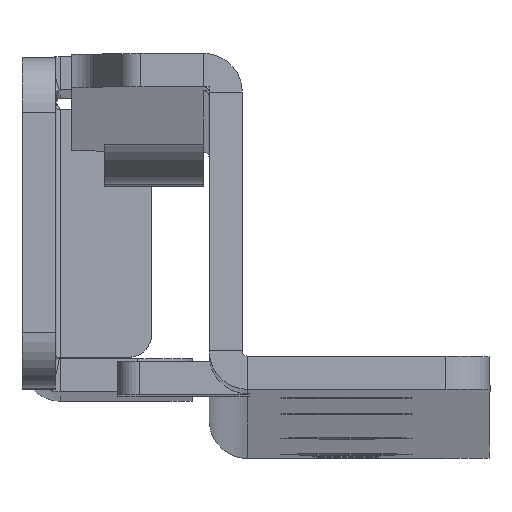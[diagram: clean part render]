
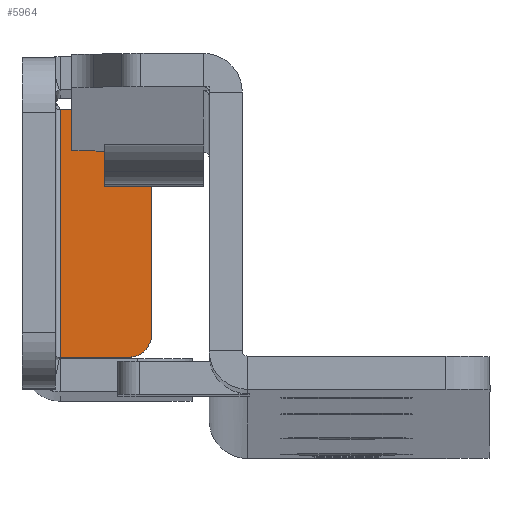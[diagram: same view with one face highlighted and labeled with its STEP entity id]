
A CAD part, top view. The second image highlights one B-rep face of the part: STEP entity #5964.
In plain terms, the highlighted planar face has unit normal (0, 0, 1).
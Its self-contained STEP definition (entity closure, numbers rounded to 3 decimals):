
#346 = CARTESIAN_POINT ( 'NONE',  ( 3.75, -11.25, -547. ) ) ;
#444 = CARTESIAN_POINT ( 'NONE',  ( 9.75, -9.25, -547. ) ) ;
#608 = ORIENTED_EDGE ( 'NONE', *, *, #6293, .F. ) ;
#642 = CARTESIAN_POINT ( 'NONE',  ( 11.75, -9.25, -547. ) ) ;
#735 = AXIS2_PLACEMENT_3D ( 'NONE', #3149, #2568, #5766 ) ;
#781 = CARTESIAN_POINT ( 'NONE',  ( 3.5, -11.266, -547. ) ) ;
#782 = CARTESIAN_POINT ( 'NONE',  ( -545.25, 26., -547. ) ) ;
#819 = FACE_OUTER_BOUND ( 'NONE', #4913, .T. ) ;
#928 = VERTEX_POINT ( 'NONE', #346 ) ;
#976 = VERTEX_POINT ( 'NONE', #4629 ) ;
#1017 = CIRCLE ( 'NONE', #6035, 2. ) ;
#1047 = LINE ( 'NONE', #4671, #2337 ) ;
#1180 = AXIS2_PLACEMENT_3D ( 'NONE', #782, #4446, #2393 ) ;
#1289 = EDGE_CURVE ( 'NONE', #5669, #2524, #3596, .T. ) ;
#1402 = VERTEX_POINT ( 'NONE', #642 ) ;
#1431 = VECTOR ( 'NONE', #3152, 1000. ) ;
#1494 = EDGE_CURVE ( 'NONE', #4877, #928, #1703, .T. ) ;
#1631 = CIRCLE ( 'NONE', #4256, 2. ) ;
#1703 = LINE ( 'NONE', #5868, #5796 ) ;
#2069 = DIRECTION ( 'NONE',  ( 0., 1., 0. ) ) ;
#2255 = EDGE_CURVE ( 'NONE', #4940, #976, #2918, .T. ) ;
#2334 = ORIENTED_EDGE ( 'NONE', *, *, #1289, .F. ) ;
#2337 = VECTOR ( 'NONE', #2069, 1000. ) ;
#2393 = DIRECTION ( 'NONE',  ( -1., 0., 0. ) ) ;
#2524 = VERTEX_POINT ( 'NONE', #3633 ) ;
#2568 = DIRECTION ( 'NONE',  ( 0., 0., 1. ) ) ;
#2696 = ORIENTED_EDGE ( 'NONE', *, *, #4637, .F. ) ;
#2765 = VECTOR ( 'NONE', #3839, 1000. ) ;
#2859 = EDGE_CURVE ( 'NONE', #2524, #5920, #1017, .T. ) ;
#2918 = LINE ( 'NONE', #4420, #2765 ) ;
#3051 = AXIS2_PLACEMENT_3D ( 'NONE', #5688, #3139, #5756 ) ;
#3139 = DIRECTION ( 'NONE',  ( 0., 0., 1. ) ) ;
#3147 = EDGE_CURVE ( 'NONE', #1402, #5920, #1047, .T. ) ;
#3149 = CARTESIAN_POINT ( 'NONE',  ( 3.75, -13.25, -547. ) ) ;
#3152 = DIRECTION ( 'NONE',  ( 1., 0., 0. ) ) ;
#3157 = DIRECTION ( 'NONE',  ( 1., 0., 0. ) ) ;
#3248 = ORIENTED_EDGE ( 'NONE', *, *, #2859, .F. ) ;
#3568 = DIRECTION ( 'NONE',  ( 0., 0., -1. ) ) ;
#3596 = LINE ( 'NONE', #4174, #1431 ) ;
#3633 = CARTESIAN_POINT ( 'NONE',  ( 9.75, 11.25, -547. ) ) ;
#3757 = CARTESIAN_POINT ( 'NONE',  ( 9.75, 9.25, -547. ) ) ;
#3839 = DIRECTION ( 'NONE',  ( 0., 1., 0. ) ) ;
#3861 = DIRECTION ( 'NONE',  ( -1., 0., 0. ) ) ;
#3869 = CARTESIAN_POINT ( 'NONE',  ( 11.75, 9.25, -547. ) ) ;
#3930 = PLANE ( 'NONE',  #1180 ) ;
#4174 = CARTESIAN_POINT ( 'NONE',  ( 3.75, 11.25, -547. ) ) ;
#4256 = AXIS2_PLACEMENT_3D ( 'NONE', #444, #3568, #3157 ) ;
#4420 = CARTESIAN_POINT ( 'NONE',  ( 3.5, 26., -547. ) ) ;
#4446 = DIRECTION ( 'NONE',  ( 0., 0., -1. ) ) ;
#4629 = CARTESIAN_POINT ( 'NONE',  ( 3.5, 11.266, -547. ) ) ;
#4637 = EDGE_CURVE ( 'NONE', #1402, #4877, #1631, .T. ) ;
#4671 = CARTESIAN_POINT ( 'NONE',  ( 11.75, -26., -547. ) ) ;
#4755 = ORIENTED_EDGE ( 'NONE', *, *, #1494, .F. ) ;
#4868 = DIRECTION ( 'NONE',  ( 0., 0., -1. ) ) ;
#4877 = VERTEX_POINT ( 'NONE', #6109 ) ;
#4891 = CIRCLE ( 'NONE', #3051, 2. ) ;
#4913 = EDGE_LOOP ( 'NONE', ( #5571, #608, #4755, #2696, #6115, #3248, #2334, #5057 ) ) ;
#4940 = VERTEX_POINT ( 'NONE', #781 ) ;
#5057 = ORIENTED_EDGE ( 'NONE', *, *, #6634, .F. ) ;
#5092 = CARTESIAN_POINT ( 'NONE',  ( 3.75, 11.25, -547. ) ) ;
#5571 = ORIENTED_EDGE ( 'NONE', *, *, #2255, .F. ) ;
#5669 = VERTEX_POINT ( 'NONE', #5092 ) ;
#5688 = CARTESIAN_POINT ( 'NONE',  ( 3.75, 13.25, -547. ) ) ;
#5756 = DIRECTION ( 'NONE',  ( -1., 0., 0. ) ) ;
#5766 = DIRECTION ( 'NONE',  ( -1., 0., 0. ) ) ;
#5796 = VECTOR ( 'NONE', #3861, 1000. ) ;
#5868 = CARTESIAN_POINT ( 'NONE',  ( 9.75, -11.25, -547. ) ) ;
#5920 = VERTEX_POINT ( 'NONE', #3869 ) ;
#5935 = DIRECTION ( 'NONE',  ( 1., 0., 0. ) ) ;
#5964 = ADVANCED_FACE ( 'NONE', ( #819 ), #3930, .F. ) ;
#6035 = AXIS2_PLACEMENT_3D ( 'NONE', #3757, #4868, #5935 ) ;
#6109 = CARTESIAN_POINT ( 'NONE',  ( 9.75, -11.25, -547. ) ) ;
#6115 = ORIENTED_EDGE ( 'NONE', *, *, #3147, .T. ) ;
#6293 = EDGE_CURVE ( 'NONE', #928, #4940, #6528, .T. ) ;
#6528 = CIRCLE ( 'NONE', #735, 2. ) ;
#6634 = EDGE_CURVE ( 'NONE', #976, #5669, #4891, .T. ) ;
